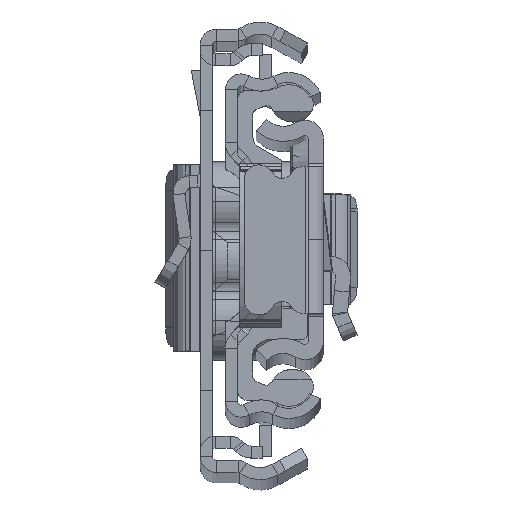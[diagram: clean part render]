
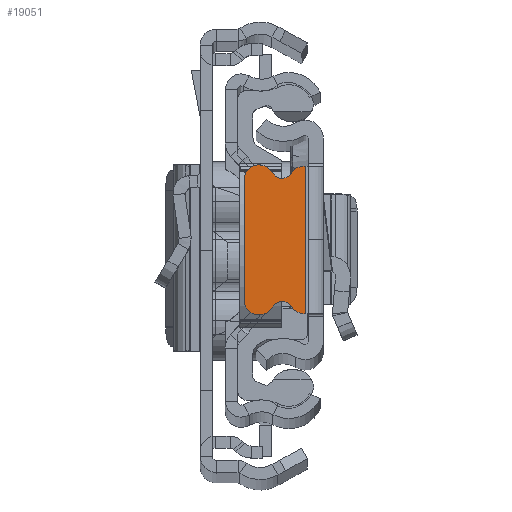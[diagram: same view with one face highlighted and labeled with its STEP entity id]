
A CAD part, top view. The second image highlights one B-rep face of the part: STEP entity #19051.
In plain terms, the highlighted planar face has unit normal (0, 0, 1).
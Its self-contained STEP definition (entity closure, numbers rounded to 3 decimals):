
#862 = VERTEX_POINT ( 'NONE', #1222 ) ;
#1222 = CARTESIAN_POINT ( 'NONE',  ( -5.109, 6.713, 0. ) ) ;
#1302 = AXIS2_PLACEMENT_3D ( 'NONE', #7252, #11005, #25188 ) ;
#2109 = CIRCLE ( 'NONE', #3382, 1.5 ) ;
#2425 = ORIENTED_EDGE ( 'NONE', *, *, #5523, .F. ) ;
#2971 = CIRCLE ( 'NONE', #20099, 1.5 ) ;
#3359 = CARTESIAN_POINT ( 'NONE',  ( -4.142, -7.236, 0. ) ) ;
#3382 = AXIS2_PLACEMENT_3D ( 'NONE', #18540, #20280, #7836 ) ;
#3571 = VERTEX_POINT ( 'NONE', #6723 ) ;
#3648 = PLANE ( 'NONE',  #5494 ) ;
#4507 = CARTESIAN_POINT ( 'NONE',  ( -1.929, -7.37, 0. ) ) ;
#4523 = CIRCLE ( 'NONE', #25033, 1.1 ) ;
#4568 = AXIS2_PLACEMENT_3D ( 'NONE', #3359, #21569, #11258 ) ;
#4604 = VECTOR ( 'NONE', #17179, 1000. ) ;
#5279 = ORIENTED_EDGE ( 'NONE', *, *, #10486, .T. ) ;
#5494 = AXIS2_PLACEMENT_3D ( 'NONE', #13546, #20239, #9795 ) ;
#5523 = EDGE_CURVE ( 'NONE', #3571, #17293, #19253, .T. ) ;
#5529 = EDGE_CURVE ( 'NONE', #862, #22304, #15806, .T. ) ;
#5790 = EDGE_CURVE ( 'NONE', #8766, #13073, #13678, .T. ) ;
#6723 = CARTESIAN_POINT ( 'NONE',  ( -1.75, 7.37, 0. ) ) ;
#7252 = CARTESIAN_POINT ( 'NONE',  ( -1.929, -5.87, 0. ) ) ;
#7319 = ORIENTED_EDGE ( 'NONE', *, *, #19359, .T. ) ;
#7687 = VERTEX_POINT ( 'NONE', #10934 ) ;
#7836 = DIRECTION ( 'NONE',  ( 1., 0., 0. ) ) ;
#8626 = CARTESIAN_POINT ( 'NONE',  ( -3.206, 6.658, 0. ) ) ;
#8766 = VERTEX_POINT ( 'NONE', #10811 ) ;
#8777 = DIRECTION ( 'NONE',  ( 0., -1., 0. ) ) ;
#9381 = VECTOR ( 'NONE', #8777, 1000. ) ;
#9795 = DIRECTION ( 'NONE',  ( 1., 0., 0. ) ) ;
#9982 = CARTESIAN_POINT ( 'NONE',  ( -1.929, 7.37, 0. ) ) ;
#10486 = EDGE_CURVE ( 'NONE', #22304, #26336, #21777, .T. ) ;
#10811 = CARTESIAN_POINT ( 'NONE',  ( -3.206, -6.658, 0. ) ) ;
#10934 = CARTESIAN_POINT ( 'NONE',  ( -5.109, -6.713, 0. ) ) ;
#11005 = DIRECTION ( 'NONE',  ( 0., 0., 1. ) ) ;
#11029 = CARTESIAN_POINT ( 'NONE',  ( -1.929, 7.37, 0. ) ) ;
#11258 = DIRECTION ( 'NONE',  ( -1., 0., 0. ) ) ;
#11259 = DIRECTION ( 'NONE',  ( 0., 0., 1. ) ) ;
#11660 = ORIENTED_EDGE ( 'NONE', *, *, #13840, .F. ) ;
#11874 = ORIENTED_EDGE ( 'NONE', *, *, #14021, .T. ) ;
#12630 = CARTESIAN_POINT ( 'NONE',  ( -7.929, 6., 0. ) ) ;
#13073 = VERTEX_POINT ( 'NONE', #14652 ) ;
#13162 = ORIENTED_EDGE ( 'NONE', *, *, #5529, .T. ) ;
#13187 = EDGE_CURVE ( 'NONE', #21863, #3571, #23339, .T. ) ;
#13225 = DIRECTION ( 'NONE',  ( 1., 0., 0. ) ) ;
#13546 = CARTESIAN_POINT ( 'NONE',  ( 594.071, 0., 0. ) ) ;
#13678 = CIRCLE ( 'NONE', #1302, 1.5 ) ;
#13840 = EDGE_CURVE ( 'NONE', #17293, #13073, #14686, .T. ) ;
#14021 = EDGE_CURVE ( 'NONE', #26336, #7687, #2109, .T. ) ;
#14652 = CARTESIAN_POINT ( 'NONE',  ( -1.929, -7.37, 0. ) ) ;
#14686 = LINE ( 'NONE', #4507, #23039 ) ;
#14708 = DIRECTION ( 'NONE',  ( 0., -1., 0. ) ) ;
#15213 = DIRECTION ( 'NONE',  ( 0., 0., 1. ) ) ;
#15806 = CIRCLE ( 'NONE', #22231, 1.5 ) ;
#16094 = FACE_OUTER_BOUND ( 'NONE', #22251, .T. ) ;
#16410 = CARTESIAN_POINT ( 'NONE',  ( -1.75, -7.37, 0. ) ) ;
#17025 = VECTOR ( 'NONE', #14708, 1000. ) ;
#17179 = DIRECTION ( 'NONE',  ( 1., 0., 0. ) ) ;
#17293 = VERTEX_POINT ( 'NONE', #16410 ) ;
#17333 = VERTEX_POINT ( 'NONE', #8626 ) ;
#17481 = CARTESIAN_POINT ( 'NONE',  ( -7.929, -6., 0. ) ) ;
#18540 = CARTESIAN_POINT ( 'NONE',  ( -6.429, -6., 0. ) ) ;
#19051 = ADVANCED_FACE ( 'NONE', ( #16094 ), #3648, .T. ) ;
#19253 = LINE ( 'NONE', #22992, #9381 ) ;
#19359 = EDGE_CURVE ( 'NONE', #21863, #17333, #2971, .T. ) ;
#19393 = CARTESIAN_POINT ( 'NONE',  ( -4.142, 7.236, 0. ) ) ;
#19545 = ORIENTED_EDGE ( 'NONE', *, *, #5790, .T. ) ;
#20099 = AXIS2_PLACEMENT_3D ( 'NONE', #23443, #11259, #23301 ) ;
#20239 = DIRECTION ( 'NONE',  ( 0., 0., 1. ) ) ;
#20280 = DIRECTION ( 'NONE',  ( 0., 0., 1. ) ) ;
#20332 = ORIENTED_EDGE ( 'NONE', *, *, #25698, .T. ) ;
#20441 = ORIENTED_EDGE ( 'NONE', *, *, #26425, .T. ) ;
#20806 = CIRCLE ( 'NONE', #4568, 1.1 ) ;
#20843 = DIRECTION ( 'NONE',  ( -1., 0., 0. ) ) ;
#20942 = ORIENTED_EDGE ( 'NONE', *, *, #13187, .F. ) ;
#21131 = DIRECTION ( 'NONE',  ( 0., 0., -1. ) ) ;
#21569 = DIRECTION ( 'NONE',  ( 0., 0., -1. ) ) ;
#21777 = LINE ( 'NONE', #17481, #17025 ) ;
#21863 = VERTEX_POINT ( 'NONE', #9982 ) ;
#22231 = AXIS2_PLACEMENT_3D ( 'NONE', #23120, #15213, #25117 ) ;
#22251 = EDGE_LOOP ( 'NONE', ( #2425, #20942, #7319, #20332, #13162, #5279, #11874, #20441, #19545, #11660 ) ) ;
#22304 = VERTEX_POINT ( 'NONE', #12630 ) ;
#22992 = CARTESIAN_POINT ( 'NONE',  ( -1.75, 0., 0. ) ) ;
#23039 = VECTOR ( 'NONE', #20843, 1000. ) ;
#23120 = CARTESIAN_POINT ( 'NONE',  ( -6.429, 6., 0. ) ) ;
#23301 = DIRECTION ( 'NONE',  ( -1., 0., 0. ) ) ;
#23339 = LINE ( 'NONE', #11029, #4604 ) ;
#23443 = CARTESIAN_POINT ( 'NONE',  ( -1.929, 5.87, 0. ) ) ;
#24904 = CARTESIAN_POINT ( 'NONE',  ( -7.929, -6., 0. ) ) ;
#25033 = AXIS2_PLACEMENT_3D ( 'NONE', #19393, #21131, #13225 ) ;
#25117 = DIRECTION ( 'NONE',  ( -1., 0., 0. ) ) ;
#25188 = DIRECTION ( 'NONE',  ( 1., 0., 0. ) ) ;
#25698 = EDGE_CURVE ( 'NONE', #17333, #862, #4523, .T. ) ;
#26336 = VERTEX_POINT ( 'NONE', #24904 ) ;
#26425 = EDGE_CURVE ( 'NONE', #7687, #8766, #20806, .T. ) ;
